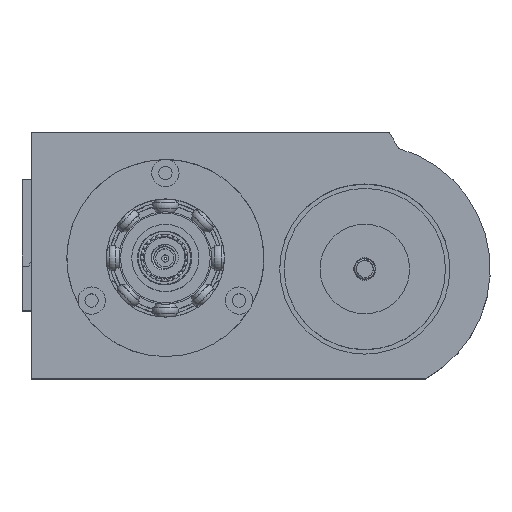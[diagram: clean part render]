
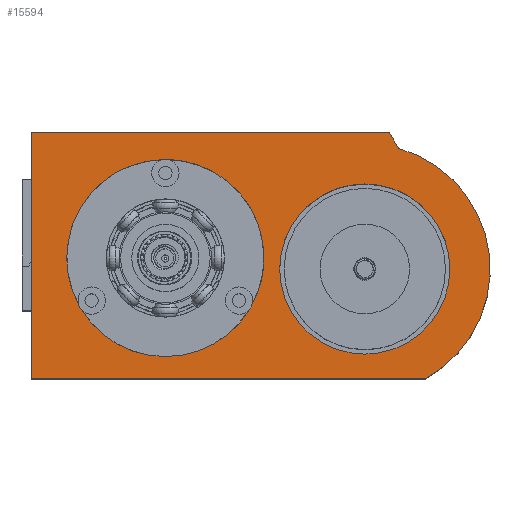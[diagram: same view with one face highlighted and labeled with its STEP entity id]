
A CAD part, top view. The second image highlights one B-rep face of the part: STEP entity #15594.
In plain terms, the highlighted planar face has unit normal (0, 0, 1).
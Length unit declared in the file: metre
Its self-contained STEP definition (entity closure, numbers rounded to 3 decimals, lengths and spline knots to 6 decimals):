
#2352=CIRCLE('',#18042,0.019);
#2353=CIRCLE('',#18043,0.0015);
#2354=CIRCLE('',#18044,0.0015);
#2355=CIRCLE('',#18045,0.0015);
#2356=CIRCLE('',#18046,0.016);
#2357=CIRCLE('',#18047,0.028);
#6518=ORIENTED_EDGE('',*,*,#8686,.F.);
#6519=ORIENTED_EDGE('',*,*,#8687,.F.);
#6520=ORIENTED_EDGE('',*,*,#8688,.F.);
#6521=ORIENTED_EDGE('',*,*,#8689,.F.);
#6522=ORIENTED_EDGE('',*,*,#8690,.F.);
#6523=ORIENTED_EDGE('',*,*,#8691,.T.);
#6524=ORIENTED_EDGE('',*,*,#8692,.F.);
#6525=ORIENTED_EDGE('',*,*,#8693,.T.);
#6526=ORIENTED_EDGE('',*,*,#8694,.T.);
#6527=ORIENTED_EDGE('',*,*,#8695,.T.);
#8686=EDGE_CURVE('',#10229,#10229,#2352,.T.);
#8687=EDGE_CURVE('',#10230,#10230,#2353,.T.);
#8688=EDGE_CURVE('',#10231,#10231,#2354,.T.);
#8689=EDGE_CURVE('',#10232,#10232,#2355,.T.);
#8690=EDGE_CURVE('',#10233,#10233,#2356,.T.);
#8691=EDGE_CURVE('',#10234,#10235,#11066,.T.);
#8692=EDGE_CURVE('',#10236,#10235,#2357,.F.);
#8693=EDGE_CURVE('',#10236,#10237,#11067,.T.);
#8694=EDGE_CURVE('',#10237,#10238,#11068,.T.);
#8695=EDGE_CURVE('',#10238,#10234,#11069,.T.);
#10229=VERTEX_POINT('',#40303);
#10230=VERTEX_POINT('',#40305);
#10231=VERTEX_POINT('',#40307);
#10232=VERTEX_POINT('',#40309);
#10233=VERTEX_POINT('',#40311);
#10234=VERTEX_POINT('',#40313);
#10235=VERTEX_POINT('',#40314);
#10236=VERTEX_POINT('',#40316);
#10237=VERTEX_POINT('',#40318);
#10238=VERTEX_POINT('',#40320);
#11066=LINE('',#40312,#11886);
#11067=LINE('',#40317,#11887);
#11068=LINE('',#40319,#11888);
#11069=LINE('',#40321,#11889);
#11886=VECTOR('',#22546,1.);
#11887=VECTOR('',#22549,1.);
#11888=VECTOR('',#22550,1.);
#11889=VECTOR('',#22551,1.);
#13095=EDGE_LOOP('',(#6518));
#13096=EDGE_LOOP('',(#6519));
#13097=EDGE_LOOP('',(#6520));
#13098=EDGE_LOOP('',(#6521));
#13099=EDGE_LOOP('',(#6522));
#13100=EDGE_LOOP('',(#6523,#6524,#6525,#6526,#6527));
#14370=FACE_BOUND('',#13095,.T.);
#14371=FACE_BOUND('',#13096,.T.);
#14372=FACE_BOUND('',#13097,.T.);
#14373=FACE_BOUND('',#13098,.T.);
#14374=FACE_BOUND('',#13099,.T.);
#14375=FACE_BOUND('',#13100,.T.);
#14710=PLANE('',#18041);
#15594=ADVANCED_FACE('',(#14370,#14371,#14372,#14373,#14374,#14375),#14710,
 .T.);
#18041=AXIS2_PLACEMENT_3D('',#40301,#22534,#22535);
#18042=AXIS2_PLACEMENT_3D('',#40302,#22536,#22537);
#18043=AXIS2_PLACEMENT_3D('',#40304,#22538,#22539);
#18044=AXIS2_PLACEMENT_3D('',#40306,#22540,#22541);
#18045=AXIS2_PLACEMENT_3D('',#40308,#22542,#22543);
#18046=AXIS2_PLACEMENT_3D('',#40310,#22544,#22545);
#18047=AXIS2_PLACEMENT_3D('',#40315,#22547,#22548);
#22534=DIRECTION('',(0.,0.,1.));
#22535=DIRECTION('',(1.,0.,0.));
#22536=DIRECTION('',(0.,0.,1.));
#22537=DIRECTION('',(0.,-1.,0.));
#22538=DIRECTION('',(0.,0.,1.));
#22539=DIRECTION('',(0.,-1.,0.));
#22540=DIRECTION('',(0.,0.,1.));
#22541=DIRECTION('',(0.,-1.,0.));
#22542=DIRECTION('',(0.,0.,1.));
#22543=DIRECTION('',(0.,-1.,0.));
#22544=DIRECTION('',(0.,0.,1.));
#22545=DIRECTION('',(0.,-1.,0.));
#22546=DIRECTION('',(1.,0.,0.));
#22547=DIRECTION('',(0.,0.,1.));
#22548=DIRECTION('',(0.,-1.,0.));
#22549=DIRECTION('',(-0.514,0.857,0.));
#22550=DIRECTION('',(-1.,0.,0.));
#22551=DIRECTION('',(0.,-1.,0.));
#40301=CARTESIAN_POINT('',(0.025,0.003,-0.017));
#40302=CARTESIAN_POINT('',(0.044534,-0.002447,-0.017));
#40303=CARTESIAN_POINT('',(0.044534,-0.021447,-0.017));
#40304=CARTESIAN_POINT('',(-0.016454,-0.0095,-0.017));
#40305=CARTESIAN_POINT('',(-0.016454,-0.011,-0.017));
#40306=CARTESIAN_POINT('',(0.,0.019,-0.017));
#40307=CARTESIAN_POINT('',(0.,0.0175,-0.017));
#40308=CARTESIAN_POINT('',(0.016454,-0.0095,-0.017));
#40309=CARTESIAN_POINT('',(0.016454,-0.011,-0.017));
#40310=CARTESIAN_POINT('',(0.,0.,-0.017));
#40311=CARTESIAN_POINT('',(0.,-0.016,-0.017));
#40312=CARTESIAN_POINT('',(0.025,-0.027,-0.017));
#40313=CARTESIAN_POINT('',(-0.03,-0.027,-0.017));
#40314=CARTESIAN_POINT('',(0.057994,-0.027,-0.017));
#40315=CARTESIAN_POINT('',(0.044534,-0.002447,-0.017));
#40316=CARTESIAN_POINT('',(0.052092,0.024514,-0.017));
#40317=CARTESIAN_POINT('',(0.065,0.003,-0.017));
#40318=CARTESIAN_POINT('',(0.05,0.028,-0.017));
#40319=CARTESIAN_POINT('',(0.01,0.028,-0.017));
#40320=CARTESIAN_POINT('',(-0.03,0.028,-0.017));
#40321=CARTESIAN_POINT('',(-0.03,0.003,-0.017));
